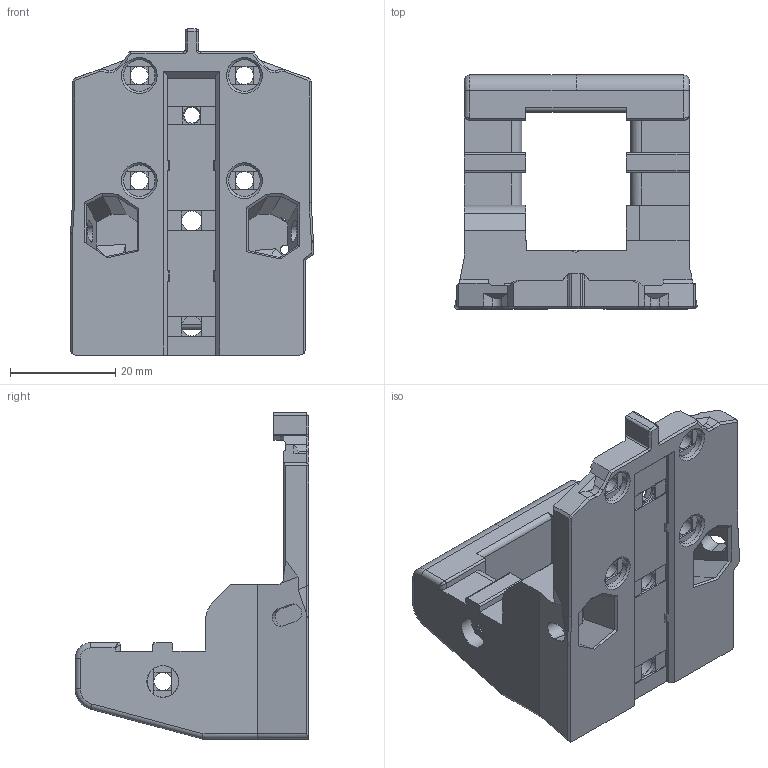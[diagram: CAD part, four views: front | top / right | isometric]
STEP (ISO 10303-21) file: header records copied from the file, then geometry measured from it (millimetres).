
FILE_DESCRIPTION(/* description */ (''),/* implementation_level */ '2;1');
FILE_NAME(/* name */ 'Center optical v1.step',/* time_stamp */ '2023-01-09T17:51:03-05:00',/* author */ (''),/* organization */ (''),/* preprocessor_version */ 'ST-DEVELOPER v19.2',/* originating_system */ 'Autodesk Translation Framework v11.17.0.187',/* authorisation */ '');
FILE_SCHEMA (('AUTOMOTIVE_DESIGN { 1 0 10303 214 3 1 1 }'));
Length unit declared in the file: millimetre
Products named in the file (1): Center optical
Bounding box: 46.12 x 44.48 x 62 mm (x, y, z)
Volume: 30323.2 mm3; surface area: 13731.4 mm2
Topology: 1 solids, 56 shells, 771 faces, 1898 edges, 1229 vertices
Faces by surface type: plane 661, cylinder 81, bspline 13, cone 13, torus 3
Full cylindrical faces by diameter (mm): 1.8 x2, 3 x1, 3.4 x6, 3.8 x2, 4.7 x2, 6 x8
Entity records: 22559 total; most frequent: CARTESIAN_POINT 4160, ORIENTED_EDGE 3792, DIRECTION 3651, EDGE_CURVE 1896, LINE 1633, VECTOR 1633, VERTEX_POINT 1229, AXIS2_PLACEMENT_3D 1009
